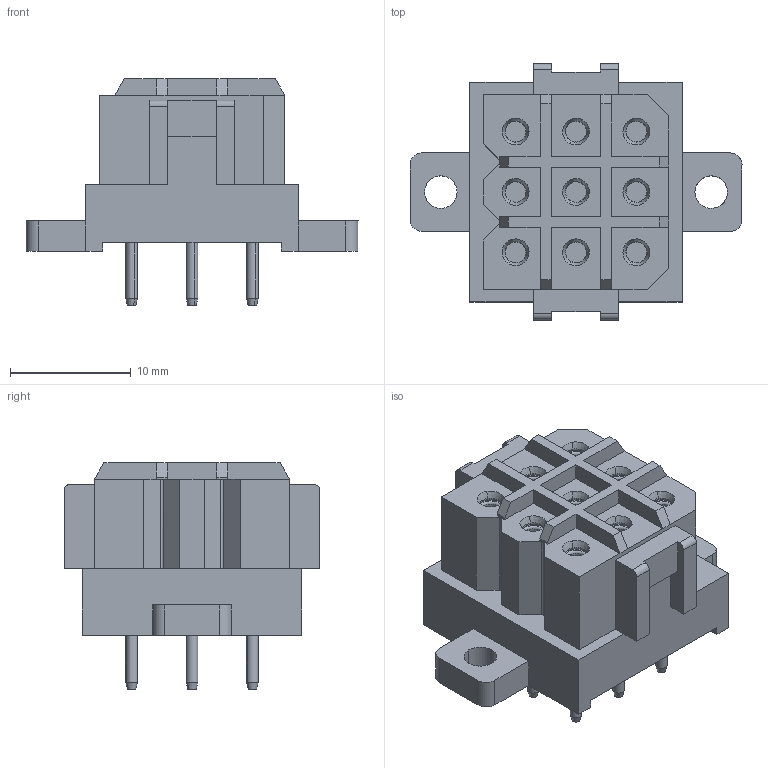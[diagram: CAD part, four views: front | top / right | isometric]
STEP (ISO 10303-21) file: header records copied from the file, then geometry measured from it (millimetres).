
FILE_DESCRIPTION(('CATIA V5 STEP Exchange','CAx-IF Rec.Pracs.--- Model Styling and Organization---1.4--- 2014-01-23'),'2;1');
FILE_NAME ('D1489196_0_1415600000_1415600000.stp','2021-06-10T08:06:12+00:00',('none'),('Weidmueller'),'CATIA Version 5-6 Release 2016 SP3 HF44','CATIA V5 STEP AP214','none');
FILE_SCHEMA(('AUTOMOTIVE_DESIGN { 1 0 10303 214 1 1 1 1 }'));
Length unit declared in the file: millimetre
Products named in the file (1): 1415600000
Bounding box: 27.5 x 21.2 x 18.8 mm (x, y, z)
Volume: 3523.5 mm3; surface area: 4301.7 mm2
Topology: 10 solids, 10 shells, 399 faces, 918 edges, 576 vertices
Faces by surface type: plane 151, cylinder 140, cone 72, torus 36
Entity records: 11261 total; most frequent: CARTESIAN_POINT 2056, ORIENTED_EDGE 1836, DIRECTION 1583, EDGE_CURVE 918, AXIS2_PLACEMENT_3D 730, VERTEX_POINT 576, VECTOR 510, LINE 510
